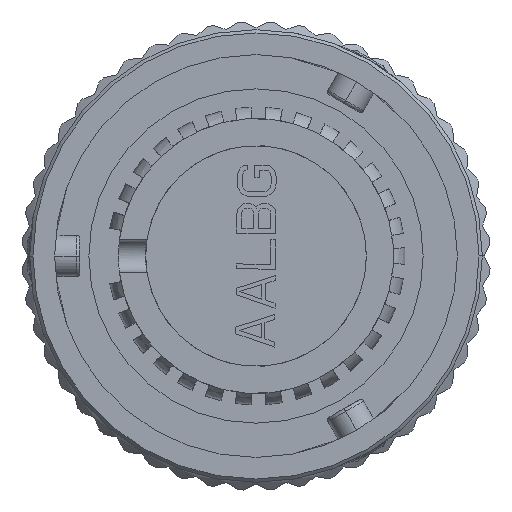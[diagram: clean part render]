
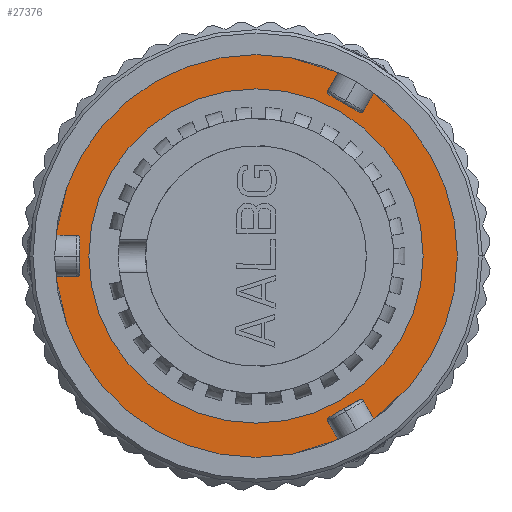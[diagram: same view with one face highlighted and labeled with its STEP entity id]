
A CAD part, left-side view. The second image highlights one B-rep face of the part: STEP entity #27376.
In plain terms, the highlighted planar face has unit normal (-1, 0, 0).
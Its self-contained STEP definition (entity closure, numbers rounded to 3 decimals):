
#10175=CARTESIAN_POINT('',(1.1,0.,0.));
#10176=DIRECTION('',(-1.,0.,0.));
#10177=DIRECTION('',(0.,-1.,0.));
#10178=AXIS2_PLACEMENT_3D('',#10175,#10176,#10177);
#10330=CARTESIAN_POINT('',(1.1,0.,0.));
#10331=DIRECTION('',(-1.,0.,0.));
#10332=DIRECTION('',(0.,1.,0.));
#10333=AXIS2_PLACEMENT_3D('',#10330,#10331,#10332);
#10549=CARTESIAN_POINT('',(1.1,0.,0.));
#10550=DIRECTION('',(1.,0.,0.));
#10551=DIRECTION('',(0.,1.,0.));
#10552=AXIS2_PLACEMENT_3D('',#10549,#10550,#10551);
#10554=CARTESIAN_POINT('',(1.1,0.,0.));
#10555=DIRECTION('',(1.,0.,0.));
#10556=DIRECTION('',(0.,-1.,0.));
#10557=AXIS2_PLACEMENT_3D('',#10554,#10555,#10556);
#14788=CARTESIAN_POINT('',(1.1,10.3,0.));
#14789=CARTESIAN_POINT('',(1.1,-10.3,0.));
#14790=VERTEX_POINT('',#14788);
#14791=VERTEX_POINT('',#14789);
#14829=CARTESIAN_POINT('',(1.1,12.41,-0.001));
#14830=CARTESIAN_POINT('',(1.1,-12.41,0.001));
#14831=VERTEX_POINT('',#14829);
#14832=VERTEX_POINT('',#14830);
#27360=CARTESIAN_POINT('',(1.1,0.,0.));
#27361=DIRECTION('',(1.,0.,0.));
#27362=DIRECTION('',(0.,0.009,-1.));
#27363=AXIS2_PLACEMENT_3D('',#27360,#27361,#27362);
#27364=PLANE('617',#27363);
#27366=ORIENTED_EDGE('2876',*,*,#27365,.F.);
#27367=ORIENTED_EDGE('2878',*,*,#27333,.F.);
#27368=EDGE_LOOP('617',(#27366,#27367));
#27369=FACE_OUTER_BOUND('617',#27368,.F.);
#27371=ORIENTED_EDGE('2850',*,*,#27370,.F.);
#27373=ORIENTED_EDGE('2852',*,*,#27372,.F.);
#27374=EDGE_LOOP('617',(#27371,#27373));
#27375=FACE_BOUND('617',#27374,.F.);
#10179=CIRCLE('2878',#10178,12.41);
#10334=CIRCLE('2876',#10333,12.41);
#10553=CIRCLE('2850',#10552,10.3);
#10558=CIRCLE('2852',#10557,10.3);
#27333=EDGE_CURVE('2878',#14832,#14831,#10179,.T.);
#27365=EDGE_CURVE('2876',#14831,#14832,#10334,.T.);
#27370=EDGE_CURVE('2850',#14790,#14791,#10553,.T.);
#27372=EDGE_CURVE('2852',#14791,#14790,#10558,.T.);
#27376=ADVANCED_FACE('617',(#27369,#27375),#27364,.F.);
